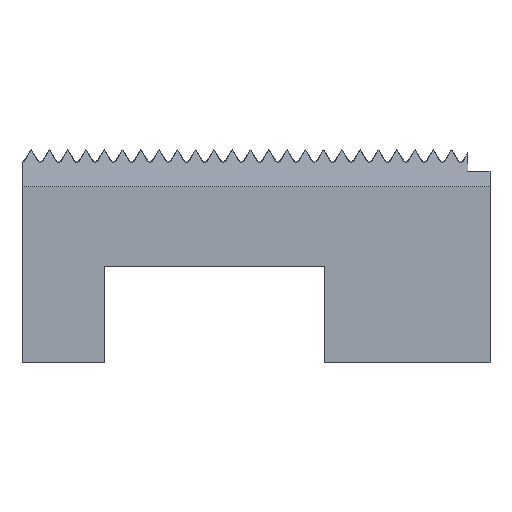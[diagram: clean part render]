
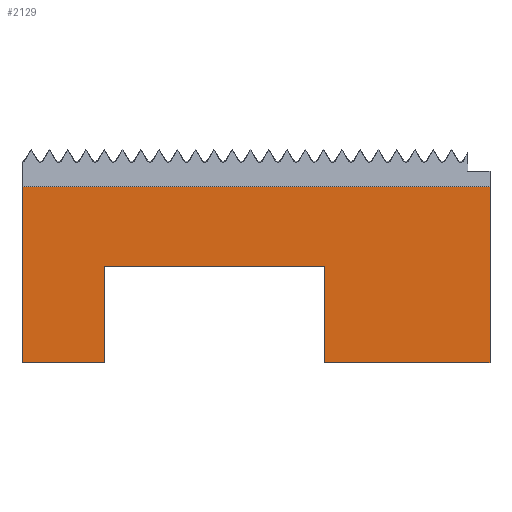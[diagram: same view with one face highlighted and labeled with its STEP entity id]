
A CAD part, top view. The second image highlights one B-rep face of the part: STEP entity #2129.
In plain terms, the highlighted planar face has unit normal (0, 0, 1).
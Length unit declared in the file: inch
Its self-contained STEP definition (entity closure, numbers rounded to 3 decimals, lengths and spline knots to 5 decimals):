
#133 = CARTESIAN_POINT ( 'NONE',  ( 0.375, 0., 0.06 ) ) ;
#198 = ORIENTED_EDGE ( 'NONE', *, *, #2161, .T. ) ;
#210 = LINE ( 'NONE', #1343, #1798 ) ;
#253 = CARTESIAN_POINT ( 'NONE',  ( 1.375, 0.4375, 0.06 ) ) ;
#304 = DIRECTION ( 'NONE',  ( -1., 0., 0. ) ) ;
#307 = VERTEX_POINT ( 'NONE', #253 ) ;
#414 = DIRECTION ( 'NONE',  ( 0., 1., 0. ) ) ;
#438 = ORIENTED_EDGE ( 'NONE', *, *, #753, .T. ) ;
#471 = EDGE_CURVE ( 'NONE', #662, #2691, #2542, .T. ) ;
#511 = DIRECTION ( 'NONE',  ( 0., 0., -1. ) ) ;
#515 = VECTOR ( 'NONE', #759, 39.37008 ) ;
#551 = DIRECTION ( 'NONE',  ( 0., -1., 0. ) ) ;
#571 = DIRECTION ( 'NONE',  ( 0., 1., 0. ) ) ;
#580 = VECTOR ( 'NONE', #2310, 39.37008 ) ;
#611 = DIRECTION ( 'NONE',  ( 1., 0., 0. ) ) ;
#641 = VERTEX_POINT ( 'NONE', #1730 ) ;
#662 = VERTEX_POINT ( 'NONE', #3100 ) ;
#689 = CARTESIAN_POINT ( 'NONE',  ( 1.375, 0., 0.06 ) ) ;
#753 = EDGE_CURVE ( 'NONE', #2336, #641, #210, .T. ) ;
#759 = DIRECTION ( 'NONE',  ( 1., 0., 0. ) ) ;
#810 = VECTOR ( 'NONE', #611, 39.37008 ) ;
#922 = ORIENTED_EDGE ( 'NONE', *, *, #1606, .T. ) ;
#986 = VECTOR ( 'NONE', #3141, 39.37008 ) ;
#1096 = VECTOR ( 'NONE', #571, 39.37008 ) ;
#1112 = VECTOR ( 'NONE', #414, 39.37008 ) ;
#1213 = LINE ( 'NONE', #3431, #986 ) ;
#1289 = ORIENTED_EDGE ( 'NONE', *, *, #1340, .F. ) ;
#1340 = EDGE_CURVE ( 'NONE', #2336, #3204, #1213, .T. ) ;
#1343 = CARTESIAN_POINT ( 'NONE',  ( 0., 0., 0.06 ) ) ;
#1381 = EDGE_CURVE ( 'NONE', #307, #662, #2507, .T. ) ;
#1557 = ORIENTED_EDGE ( 'NONE', *, *, #471, .F. ) ;
#1594 = EDGE_LOOP ( 'NONE', ( #198, #1557, #2934, #1829, #2684, #922, #1289, #438 ) ) ;
#1602 = EDGE_CURVE ( 'NONE', #2717, #1646, #2191, .T. ) ;
#1606 = EDGE_CURVE ( 'NONE', #1646, #3204, #3340, .T. ) ;
#1646 = VERTEX_POINT ( 'NONE', #2500 ) ;
#1729 = FACE_OUTER_BOUND ( 'NONE', #1594, .T. ) ;
#1730 = CARTESIAN_POINT ( 'NONE',  ( 0., 0., 0.06 ) ) ;
#1798 = VECTOR ( 'NONE', #551, 39.37008 ) ;
#1829 = ORIENTED_EDGE ( 'NONE', *, *, #3451, .F. ) ;
#2108 = CARTESIAN_POINT ( 'NONE',  ( 2.125, 0.79986, 0.06 ) ) ;
#2129 = ADVANCED_FACE ( 'NONE', ( #1729 ), #3199, .F. ) ;
#2161 = EDGE_CURVE ( 'NONE', #641, #2691, #3239, .T. ) ;
#2180 = CARTESIAN_POINT ( 'NONE',  ( 0.375, 0., 0.06 ) ) ;
#2191 = LINE ( 'NONE', #2744, #810 ) ;
#2194 = CARTESIAN_POINT ( 'NONE',  ( 0., 0.79986, 0.06 ) ) ;
#2310 = DIRECTION ( 'NONE',  ( 0., -1., 0. ) ) ;
#2336 = VERTEX_POINT ( 'NONE', #2194 ) ;
#2398 = CARTESIAN_POINT ( 'NONE',  ( 0., 0.97, 0.06 ) ) ;
#2500 = CARTESIAN_POINT ( 'NONE',  ( 2.125, 0., 0.06 ) ) ;
#2507 = LINE ( 'NONE', #3027, #3580 ) ;
#2542 = LINE ( 'NONE', #133, #580 ) ;
#2684 = ORIENTED_EDGE ( 'NONE', *, *, #1602, .T. ) ;
#2691 = VERTEX_POINT ( 'NONE', #2180 ) ;
#2693 = AXIS2_PLACEMENT_3D ( 'NONE', #2398, #511, #3509 ) ;
#2717 = VERTEX_POINT ( 'NONE', #3585 ) ;
#2744 = CARTESIAN_POINT ( 'NONE',  ( 0., 0., 0.06 ) ) ;
#2895 = LINE ( 'NONE', #689, #1112 ) ;
#2934 = ORIENTED_EDGE ( 'NONE', *, *, #1381, .F. ) ;
#3027 = CARTESIAN_POINT ( 'NONE',  ( 0.375, 0.4375, 0.06 ) ) ;
#3045 = CARTESIAN_POINT ( 'NONE',  ( 2.125, 0., 0.06 ) ) ;
#3100 = CARTESIAN_POINT ( 'NONE',  ( 0.375, 0.4375, 0.06 ) ) ;
#3141 = DIRECTION ( 'NONE',  ( 1., 0., 0. ) ) ;
#3199 = PLANE ( 'NONE',  #2693 ) ;
#3204 = VERTEX_POINT ( 'NONE', #2108 ) ;
#3225 = CARTESIAN_POINT ( 'NONE',  ( 0., 0., 0.06 ) ) ;
#3239 = LINE ( 'NONE', #3225, #515 ) ;
#3340 = LINE ( 'NONE', #3045, #1096 ) ;
#3431 = CARTESIAN_POINT ( 'NONE',  ( 0., 0.79986, 0.06 ) ) ;
#3451 = EDGE_CURVE ( 'NONE', #2717, #307, #2895, .T. ) ;
#3509 = DIRECTION ( 'NONE',  ( -1., 0., 0. ) ) ;
#3580 = VECTOR ( 'NONE', #304, 39.37008 ) ;
#3585 = CARTESIAN_POINT ( 'NONE',  ( 1.375, 0., 0.06 ) ) ;
